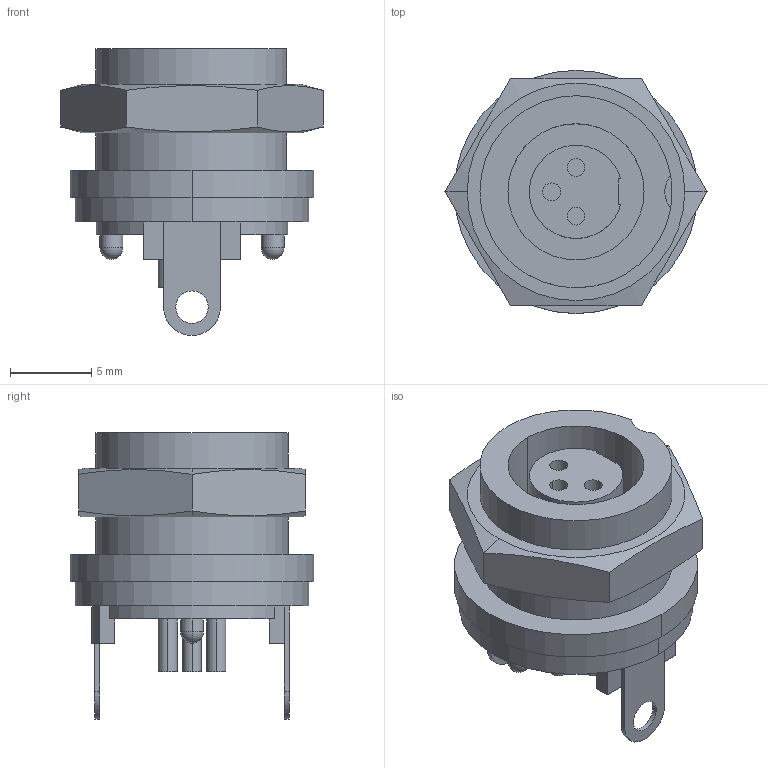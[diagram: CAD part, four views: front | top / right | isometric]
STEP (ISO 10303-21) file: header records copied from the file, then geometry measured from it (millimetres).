
FILE_DESCRIPTION((''),'2;1');
FILE_NAME('C-1437719-96-3','2007-10-10T',('workeradm'),('Tyco Electronics Corporation'),'PRO/ENGINEER BY PARAMETRIC TECHNOLOGY CORPORATION, 2005450','PRO/ENGINEER BY PARAMETRIC TECHNOLOGY CORPORATION, 2005450','');
FILE_SCHEMA(('CONFIG_CONTROL_DESIGN', 'GEOMETRIC_VALIDATION_PROPERTIES_MIM'));
Length unit declared in the file: millimetre
Products named in the file (1): C-1437719-96-3
Bounding box: 16.17 x 15 x 17.7 mm (x, y, z)
Volume: 1501.6 mm3; surface area: 1330.2 mm2
Topology: 1 solids, 1 shells, 184 faces, 488 edges, 318 vertices
Faces by surface type: plane 139, cylinder 37, sphere 4, cone 4
Entity records: 5849 total; most frequent: CARTESIAN_POINT 1101, ORIENTED_EDGE 968, DIRECTION 922, EDGE_CURVE 484, VECTOR 390, LINE 390, VERTEX_POINT 318, AXIS2_PLACEMENT_3D 266
